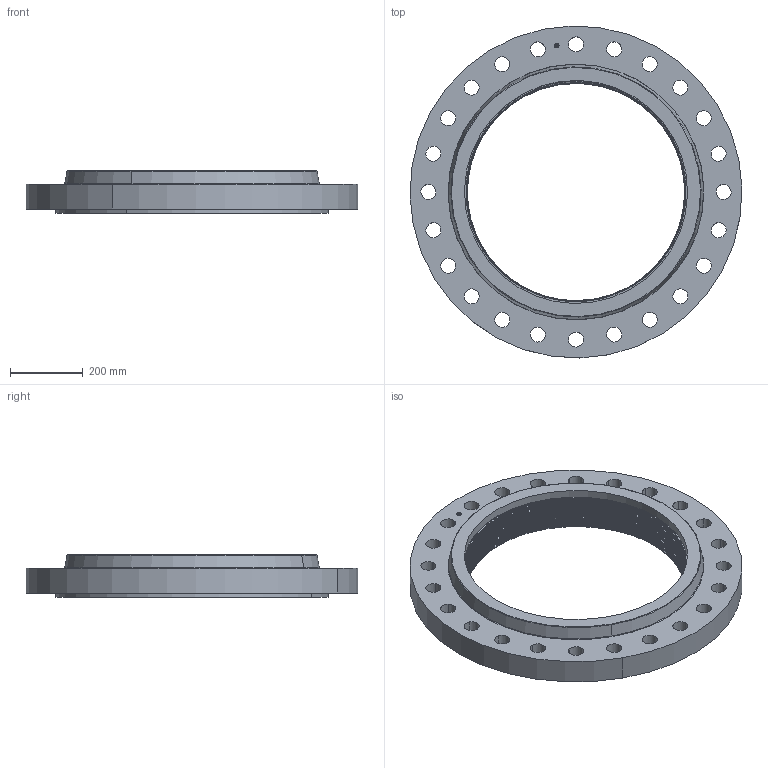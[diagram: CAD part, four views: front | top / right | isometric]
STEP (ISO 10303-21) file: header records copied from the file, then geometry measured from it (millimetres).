
FILE_DESCRIPTION(('3D STEP'),'2;1');
FILE_NAME('24-300-THREADED-RTJ-FLANGE.stp','2013-01-27T09:42:30+00:00',('Texas Flange'),(''),'CATIA Version 5 Release 20 SP 6 (IN-10)','CATIA V5 STEP AP214','800-826-3801');
FILE_SCHEMA(('AUTOMOTIVE_DESIGN { 1 0 10303 214 1 1 1 1 }'));
Length unit declared in the file: inch
Products named in the file (1): 24-300-THREADED-RTJ-FLANGE
Bounding box: 914.15 x 914.15 x 116.01 mm (x, y, z)
Volume: 27764984.7 mm3; surface area: 1585251.4 mm2
Topology: 1 solids, 1 shells, 762 faces, 1970 edges, 1232 vertices
Faces by surface type: plane 372, bspline 242, cylinder 74, cone 66, torus 8
Entity records: 31729 total; most frequent: CARTESIAN_POINT 12995, ORIENTED_EDGE 3940, DIRECTION 2143, EDGE_CURVE 1970, VERTEX_POINT 1232, VECTOR 1183, LINE 1183, EDGE_LOOP 834
